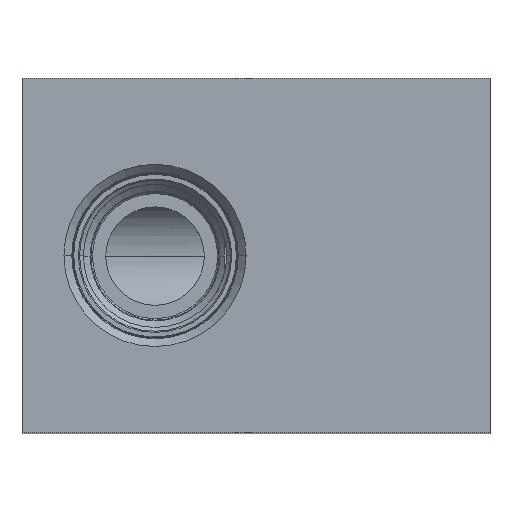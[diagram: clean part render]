
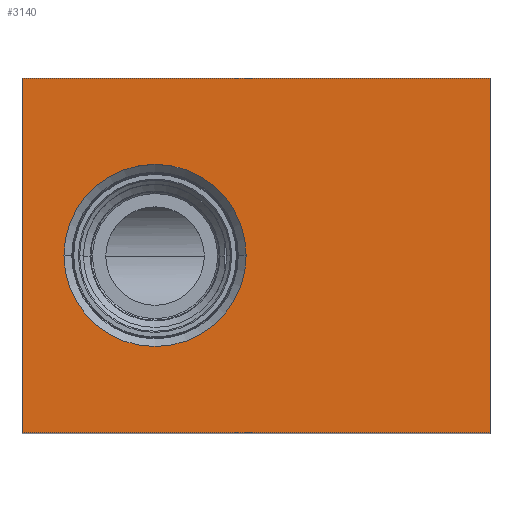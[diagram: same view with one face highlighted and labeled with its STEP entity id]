
A CAD part, top view. The second image highlights one B-rep face of the part: STEP entity #3140.
In plain terms, the highlighted planar face has unit normal (0, 0, 1).
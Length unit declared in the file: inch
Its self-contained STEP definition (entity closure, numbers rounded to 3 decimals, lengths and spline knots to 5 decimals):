
#233=DIRECTION('',(0.,-1.,0.));
#234=VECTOR('',#233,4.5);
#235=CARTESIAN_POINT('',(0.,0.,8.188));
#236=LINE('',#235,#234);
#237=DIRECTION('',(-1.,0.,0.));
#238=VECTOR('',#237,5.938);
#239=CARTESIAN_POINT('',(5.938,0.,8.188));
#240=LINE('',#239,#238);
#241=DIRECTION('',(0.,1.,0.));
#242=VECTOR('',#241,4.5);
#243=CARTESIAN_POINT('',(5.938,-4.5,8.188));
#244=LINE('',#243,#242);
#245=DIRECTION('',(1.,0.,0.));
#246=VECTOR('',#245,5.938);
#247=CARTESIAN_POINT('',(0.,-4.5,8.188));
#248=LINE('',#247,#246);
#249=CARTESIAN_POINT('',(1.688,-2.25,8.188));
#250=DIRECTION('',(0.,0.,-1.));
#251=DIRECTION('',(-1.,0.,0.));
#252=AXIS2_PLACEMENT_3D('',#249,#250,#251);
#254=CARTESIAN_POINT('',(1.688,-2.25,8.188));
#255=DIRECTION('',(0.,0.,-1.));
#256=DIRECTION('',(1.,0.,0.));
#257=AXIS2_PLACEMENT_3D('',#254,#255,#256);
#2457=CARTESIAN_POINT('',(0.,0.,8.188));
#2458=CARTESIAN_POINT('',(0.,-4.5,8.188));
#2459=VERTEX_POINT('',#2457);
#2460=VERTEX_POINT('',#2458);
#2461=CARTESIAN_POINT('',(5.938,-4.5,8.188));
#2462=VERTEX_POINT('',#2461);
#2463=CARTESIAN_POINT('',(5.938,0.,8.188));
#2464=VERTEX_POINT('',#2463);
#2531=CARTESIAN_POINT('',(0.532,-2.25,8.188));
#2532=CARTESIAN_POINT('',(2.844,-2.25,8.188));
#2533=VERTEX_POINT('',#2531);
#2534=VERTEX_POINT('',#2532);
#3123=CARTESIAN_POINT('',(0.,0.,8.188));
#3124=DIRECTION('',(0.,0.,1.));
#3125=DIRECTION('',(1.,0.,0.));
#3126=AXIS2_PLACEMENT_3D('',#3123,#3124,#3125);
#3127=PLANE('',#3126);
#3128=ORIENTED_EDGE('',*,*,#2961,.F.);
#3129=ORIENTED_EDGE('',*,*,#3036,.F.);
#3130=ORIENTED_EDGE('',*,*,#3062,.F.);
#3131=ORIENTED_EDGE('',*,*,#3111,.F.);
#3132=EDGE_LOOP('',(#3128,#3129,#3130,#3131));
#3133=FACE_OUTER_BOUND('',#3132,.F.);
#3135=ORIENTED_EDGE('',*,*,#3134,.F.);
#3137=ORIENTED_EDGE('',*,*,#3136,.F.);
#3138=EDGE_LOOP('',(#3135,#3137));
#3139=FACE_BOUND('',#3138,.F.);
#3140=ADVANCED_FACE('',(#3133,#3139),#3127,.T.);
#253=CIRCLE('',#252,1.156);
#258=CIRCLE('',#257,1.156);
#2961=EDGE_CURVE('',#2459,#2460,#236,.T.);
#3036=EDGE_CURVE('',#2464,#2459,#240,.T.);
#3062=EDGE_CURVE('',#2462,#2464,#244,.T.);
#3111=EDGE_CURVE('',#2460,#2462,#248,.T.);
#3134=EDGE_CURVE('',#2533,#2534,#253,.T.);
#3136=EDGE_CURVE('',#2534,#2533,#258,.T.);
